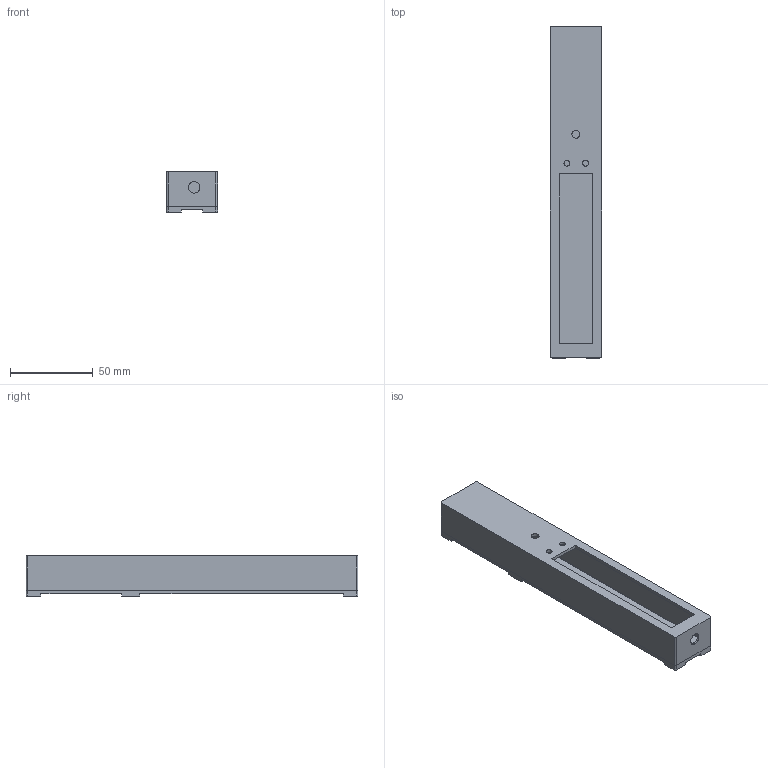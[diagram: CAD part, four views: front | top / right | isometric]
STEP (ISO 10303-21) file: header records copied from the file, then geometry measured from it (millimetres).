
FILE_DESCRIPTION(/* description */ (''),/* implementation_level */ '2;1');
FILE_NAME(/* name */ 'f-count',/* time_stamp */ '2023-03-08T15:53:30+01:00',/* author */ (''),/* organization */ (''),/* preprocessor_version */ 'ST-DEVELOPER v16.5',/* originating_system */ 'Rhino 7.27',/* authorisation */ '');
FILE_SCHEMA (('AUTOMOTIVE_DESIGN_CC2'));
Length unit declared in the file: millimetre
Products named in the file (1): Document
Bounding box: 31 x 201 x 24.5 mm (x, y, z)
Volume: 49619.9 mm3; surface area: 42779.8 mm2
Topology: 2 solids, 2 shells, 202 faces, 542 edges, 358 vertices
Faces by surface type: plane 112, cylinder 90
Entity records: 5689 total; most frequent: CARTESIAN_POINT 2069, ORIENTED_EDGE 1084, EDGE_CURVE 542, VERTEX_POINT 358, B_SPLINE_CURVE_WITH_KNOTS 308, EDGE_LOOP 246, DIRECTION 206, AXIS2_PLACEMENT_3D 204
